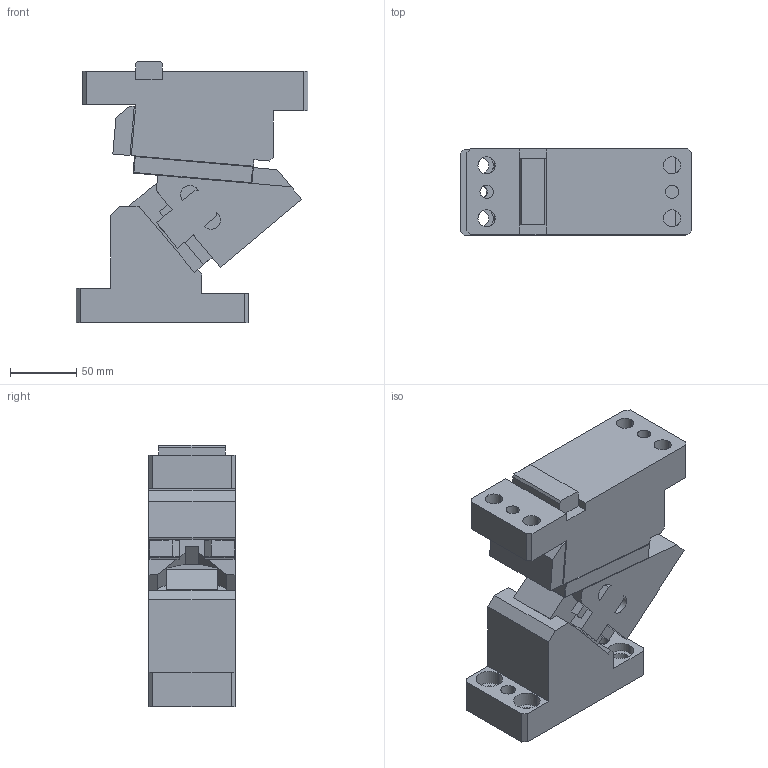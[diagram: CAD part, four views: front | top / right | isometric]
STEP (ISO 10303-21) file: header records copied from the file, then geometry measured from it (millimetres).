
FILE_DESCRIPTION(('CATIA V5 STEP Exchange'),'2;1');
FILE_NAME('CACC_65_50.stp','2015-04-21T10:38:30+00:00',('none'),('none'),'CATIA Version 5 Release 19 SP 2 (IN-10)','CATIA V5 STEP AP203','none');
FILE_SCHEMA(('CONFIG_CONTROL_DESIGN'));
Length unit declared in the file: millimetre
Products named in the file (1): CACC_65_50
Bounding box: 175 x 65 x 197.5 mm (x, y, z)
Volume: 1272831.9 mm3; surface area: 165693.6 mm2
Topology: 3 solids, 4 shells, 263 faces, 725 edges, 484 vertices
Faces by surface type: plane 201, cylinder 62
Entity records: 9662 total; most frequent: CARTESIAN_POINT 3224, ORIENTED_EDGE 1450, DIRECTION 1067, EDGE_CURVE 725, VECTOR 591, LINE 591, VERTEX_POINT 484, EDGE_LOOP 301
